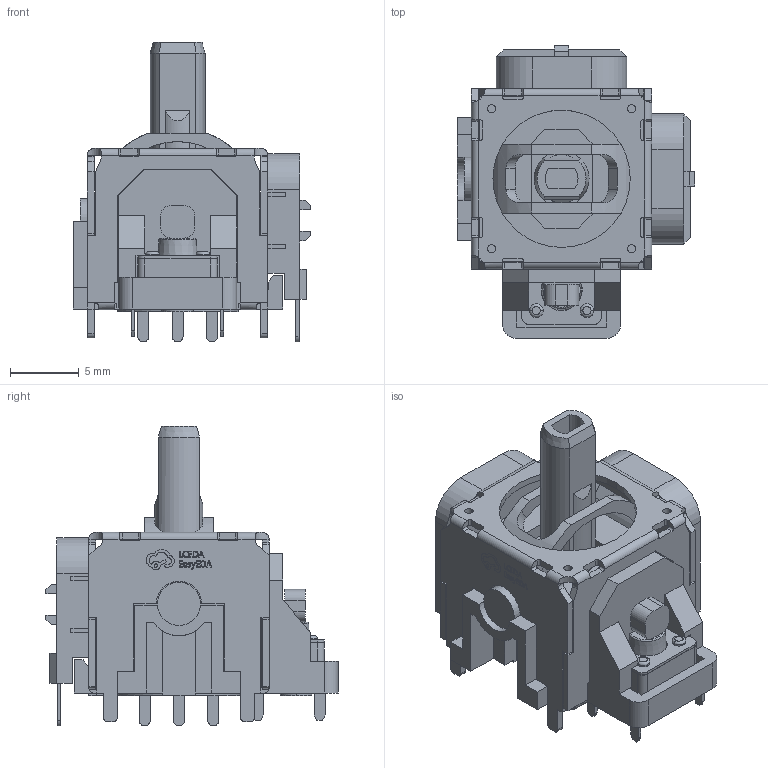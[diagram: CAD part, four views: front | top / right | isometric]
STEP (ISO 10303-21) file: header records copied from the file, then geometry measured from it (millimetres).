
FILE_DESCRIPTION(('FreeCAD Model'),'2;1');
FILE_NAME('Open CASCADE Shape Model','2024-03-02T14:53:41',(''),(''), 'Open CASCADE STEP processor 7.6','FreeCAD','Unknown');
FILE_SCHEMA(('AUTOMOTIVE_DESIGN { 1 0 10303 214 1 1 1 1 }'));
Length unit declared in the file: millimetre
Products named in the file (9): PCBModel; SW1; SW-TH_THB001P; SOLID; SOLID001; SOLID002; COMPOUND003; COMPOUND001; COMPOUND002
Assembly tree (8 placements, depth 5):
  PCBModel
    SW1
      SW-TH_THB001P
        SOLID
        SOLID001
        SOLID002
        COMPOUND003
          COMPOUND001
          COMPOUND002
Bounding box: 17.3 x 21.3 x 21.85 mm (x, y, z)
Volume: 2248.3 mm3; surface area: 3410.9 mm2
Topology: 5 solids, 5 shells, 1227 faces, 3452 edges, 2283 vertices
Faces by surface type: plane 977, cylinder 164, extrusion 73, torus 5, cone 4, bspline 4
Entity records: 48335 total; most frequent: CARTESIAN_POINT 8598, ORIENTED_EDGE 6904, DIRECTION 5999, EDGE_CURVE 3452, VECTOR 2985, LINE 2912, VERTEX_POINT 2283, AXIS2_PLACEMENT_3D 1507
